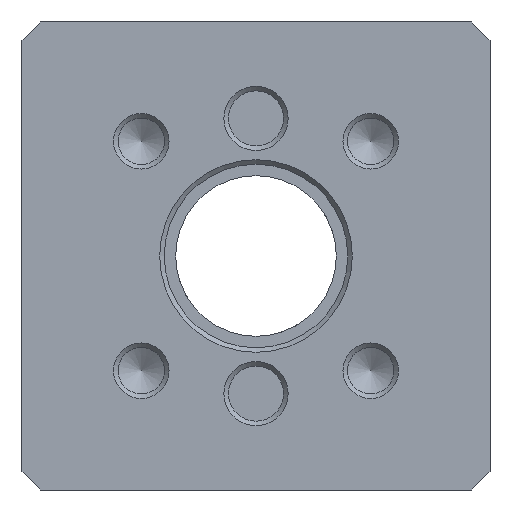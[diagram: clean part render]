
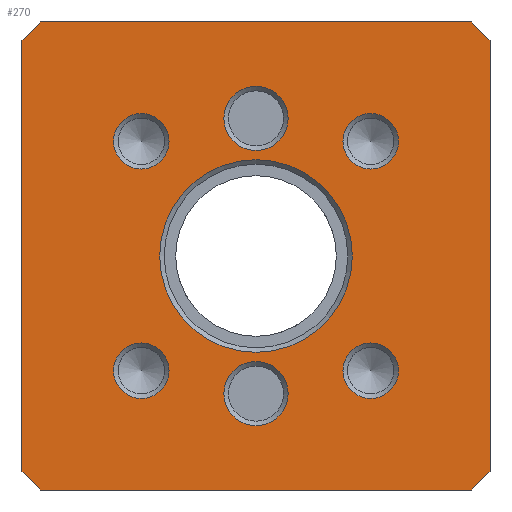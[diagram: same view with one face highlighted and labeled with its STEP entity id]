
A CAD part, front view. The second image highlights one B-rep face of the part: STEP entity #270.
In plain terms, the highlighted planar face has unit normal (0, -1, 0).
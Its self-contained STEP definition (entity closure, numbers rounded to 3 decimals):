
#270 = ADVANCED_FACE( '', ( #656, #657, #658, #659, #660, #661, #662, #663 ), #664, .F. );
#656 = FACE_BOUND( '', #1482, .T. );
#657 = FACE_BOUND( '', #1483, .T. );
#658 = FACE_BOUND( '', #1484, .T. );
#659 = FACE_BOUND( '', #1485, .T. );
#660 = FACE_BOUND( '', #1486, .T. );
#661 = FACE_BOUND( '', #1487, .T. );
#662 = FACE_BOUND( '', #1488, .T. );
#663 = FACE_OUTER_BOUND( '', #1489, .T. );
#664 = PLANE( '', #1490 );
#1482 = EDGE_LOOP( '', ( #2370 ) );
#1483 = EDGE_LOOP( '', ( #2371 ) );
#1484 = EDGE_LOOP( '', ( #2372 ) );
#1485 = EDGE_LOOP( '', ( #2373 ) );
#1486 = EDGE_LOOP( '', ( #2374 ) );
#1487 = EDGE_LOOP( '', ( #2375 ) );
#1488 = EDGE_LOOP( '', ( #2376 ) );
#1489 = EDGE_LOOP( '', ( #2377, #2378, #2379, #2380, #2381, #2382, #2383, #2384 ) );
#1490 = AXIS2_PLACEMENT_3D( '', #2385, #2386, #2387 );
#2370 = ORIENTED_EDGE( '', *, *, #2739, .T. );
#2371 = ORIENTED_EDGE( '', *, *, #2766, .T. );
#2372 = ORIENTED_EDGE( '', *, *, #2774, .T. );
#2373 = ORIENTED_EDGE( '', *, *, #2792, .T. );
#2374 = ORIENTED_EDGE( '', *, *, #2900, .T. );
#2375 = ORIENTED_EDGE( '', *, *, #2834, .T. );
#2376 = ORIENTED_EDGE( '', *, *, #2868, .T. );
#2377 = ORIENTED_EDGE( '', *, *, #2875, .T. );
#2378 = ORIENTED_EDGE( '', *, *, #2796, .T. );
#2379 = ORIENTED_EDGE( '', *, *, #2903, .T. );
#2380 = ORIENTED_EDGE( '', *, *, #2768, .T. );
#2381 = ORIENTED_EDGE( '', *, *, #2785, .T. );
#2382 = ORIENTED_EDGE( '', *, *, #2909, .T. );
#2383 = ORIENTED_EDGE( '', *, *, #2910, .T. );
#2384 = ORIENTED_EDGE( '', *, *, #2819, .T. );
#2385 = CARTESIAN_POINT( '', ( -51., -225.5, 51. ) );
#2386 = DIRECTION( '', ( 0., 1., 0. ) );
#2387 = DIRECTION( '', ( 0., 0., 1. ) );
#2739 = EDGE_CURVE( '', #3020, #3020, #3021, .T. );
#2766 = EDGE_CURVE( '', #3065, #3065, #3066, .T. );
#2768 = EDGE_CURVE( '', #3068, #3069, #3070, .F. );
#2774 = EDGE_CURVE( '', #3079, #3079, #3080, .T. );
#2785 = EDGE_CURVE( '', #3069, #3099, #3100, .T. );
#2792 = EDGE_CURVE( '', #3108, #3108, #3109, .T. );
#2796 = EDGE_CURVE( '', #3114, #3115, #3116, .F. );
#2819 = EDGE_CURVE( '', #3150, #3151, #3152, .F. );
#2834 = EDGE_CURVE( '', #3176, #3176, #3177, .T. );
#2868 = EDGE_CURVE( '', #3230, #3230, #3231, .T. );
#2875 = EDGE_CURVE( '', #3151, #3114, #3242, .T. );
#2900 = EDGE_CURVE( '', #3278, #3278, #3279, .T. );
#2903 = EDGE_CURVE( '', #3115, #3068, #3283, .T. );
#2909 = EDGE_CURVE( '', #3099, #3291, #3292, .F. );
#2910 = EDGE_CURVE( '', #3291, #3150, #3293, .T. );
#3020 = VERTEX_POINT( '', #3428 );
#3021 = CIRCLE( '', #3429, 21. );
#3065 = VERTEX_POINT( '', #3735 );
#3066 = CIRCLE( '', #3736, 6.053 );
#3068 = VERTEX_POINT( '', #3738 );
#3069 = VERTEX_POINT( '', #3739 );
#3070 = LINE( '', #3740, #3741 );
#3079 = VERTEX_POINT( '', #3753 );
#3080 = CIRCLE( '', #3754, 7. );
#3099 = VERTEX_POINT( '', #3821 );
#3100 = LINE( '', #3822, #3823 );
#3108 = VERTEX_POINT( '', #3833 );
#3109 = CIRCLE( '', #3834, 6.053 );
#3114 = VERTEX_POINT( '', #3839 );
#3115 = VERTEX_POINT( '', #3840 );
#3116 = LINE( '', #3841, #3842 );
#3150 = VERTEX_POINT( '', #3879 );
#3151 = VERTEX_POINT( '', #3880 );
#3152 = LINE( '', #3881, #3882 );
#3176 = VERTEX_POINT( '', #4079 );
#3177 = CIRCLE( '', #4080, 7. );
#3230 = VERTEX_POINT( '', #4390 );
#3231 = CIRCLE( '', #4391, 6.053 );
#3242 = LINE( '', #4403, #4404 );
#3278 = VERTEX_POINT( '', #4610 );
#3279 = CIRCLE( '', #4611, 6.053 );
#3283 = LINE( '', #4615, #4616 );
#3291 = VERTEX_POINT( '', #4625 );
#3292 = LINE( '', #4626, #4627 );
#3293 = LINE( '', #4628, #4629 );
#3428 = CARTESIAN_POINT( '', ( 0., -225.5, 21. ) );
#3429 = AXIS2_PLACEMENT_3D( '', #5234, #5235, #5236 );
#3735 = CARTESIAN_POINT( '', ( -25., -225.5, -18.947 ) );
#3736 = AXIS2_PLACEMENT_3D( '', #5279, #5280, #5281 );
#3738 = CARTESIAN_POINT( '', ( 47., -225.5, -51. ) );
#3739 = CARTESIAN_POINT( '', ( 51., -225.5, -47. ) );
#3740 = CARTESIAN_POINT( '', ( 51., -225.5, -47. ) );
#3741 = VECTOR( '', #5282, 1000. );
#3753 = CARTESIAN_POINT( '', ( 0., -225.5, -23. ) );
#3754 = AXIS2_PLACEMENT_3D( '', #5289, #5290, #5291 );
#3821 = CARTESIAN_POINT( '', ( 51., -225.5, 47. ) );
#3822 = CARTESIAN_POINT( '', ( 51., -225.5, -51. ) );
#3823 = VECTOR( '', #5313, 1000. );
#3833 = CARTESIAN_POINT( '', ( 25., -225.5, -18.947 ) );
#3834 = AXIS2_PLACEMENT_3D( '', #5319, #5320, #5321 );
#3839 = CARTESIAN_POINT( '', ( -51., -225.5, -47. ) );
#3840 = CARTESIAN_POINT( '', ( -47., -225.5, -51. ) );
#3841 = CARTESIAN_POINT( '', ( -47., -225.5, -51. ) );
#3842 = VECTOR( '', #5325, 1000. );
#3879 = CARTESIAN_POINT( '', ( -47., -225.5, 51. ) );
#3880 = CARTESIAN_POINT( '', ( -51., -225.5, 47. ) );
#3881 = CARTESIAN_POINT( '', ( -51., -225.5, 47. ) );
#3882 = VECTOR( '', #5359, 1000. );
#4079 = CARTESIAN_POINT( '', ( 0., -225.5, 37. ) );
#4080 = AXIS2_PLACEMENT_3D( '', #5372, #5373, #5374 );
#4390 = CARTESIAN_POINT( '', ( -25., -225.5, 31.053 ) );
#4391 = AXIS2_PLACEMENT_3D( '', #5420, #5421, #5422 );
#4403 = CARTESIAN_POINT( '', ( -51., -225.5, 51. ) );
#4404 = VECTOR( '', #5436, 1000. );
#4610 = CARTESIAN_POINT( '', ( 25., -225.5, 31.053 ) );
#4611 = AXIS2_PLACEMENT_3D( '', #5458, #5459, #5460 );
#4615 = CARTESIAN_POINT( '', ( -51., -225.5, -51. ) );
#4616 = VECTOR( '', #5464, 1000. );
#4625 = CARTESIAN_POINT( '', ( 47., -225.5, 51. ) );
#4626 = CARTESIAN_POINT( '', ( 47., -225.5, 51. ) );
#4627 = VECTOR( '', #5472, 1000. );
#4628 = CARTESIAN_POINT( '', ( 51., -225.5, 51. ) );
#4629 = VECTOR( '', #5473, 1000. );
#5234 = CARTESIAN_POINT( '', ( 0., -225.5, 0. ) );
#5235 = DIRECTION( '', ( 0., 1., 0. ) );
#5236 = DIRECTION( '', ( 0., 0., 1. ) );
#5279 = CARTESIAN_POINT( '', ( -25., -225.5, -25. ) );
#5280 = DIRECTION( '', ( 0., 1., 0. ) );
#5281 = DIRECTION( '', ( 0., 0., 1. ) );
#5282 = DIRECTION( '', ( -0.707, 0., -0.707 ) );
#5289 = CARTESIAN_POINT( '', ( 0., -225.5, -30. ) );
#5290 = DIRECTION( '', ( 0., 1., 0. ) );
#5291 = DIRECTION( '', ( 0., 0., 1. ) );
#5313 = DIRECTION( '', ( 0., 0., 1. ) );
#5319 = CARTESIAN_POINT( '', ( 25., -225.5, -25. ) );
#5320 = DIRECTION( '', ( 0., 1., 0. ) );
#5321 = DIRECTION( '', ( 0., 0., 1. ) );
#5325 = DIRECTION( '', ( -0.707, 0., 0.707 ) );
#5359 = DIRECTION( '', ( 0.707, 0., 0.707 ) );
#5372 = CARTESIAN_POINT( '', ( 0., -225.5, 30. ) );
#5373 = DIRECTION( '', ( 0., 1., 0. ) );
#5374 = DIRECTION( '', ( 0., 0., 1. ) );
#5420 = CARTESIAN_POINT( '', ( -25., -225.5, 25. ) );
#5421 = DIRECTION( '', ( 0., 1., 0. ) );
#5422 = DIRECTION( '', ( 0., 0., 1. ) );
#5436 = DIRECTION( '', ( 0., 0., -1. ) );
#5458 = CARTESIAN_POINT( '', ( 25., -225.5, 25. ) );
#5459 = DIRECTION( '', ( 0., 1., 0. ) );
#5460 = DIRECTION( '', ( 0., 0., 1. ) );
#5464 = DIRECTION( '', ( 1., 0., 0. ) );
#5472 = DIRECTION( '', ( 0.707, 0., -0.707 ) );
#5473 = DIRECTION( '', ( -1., 0., 0. ) );
